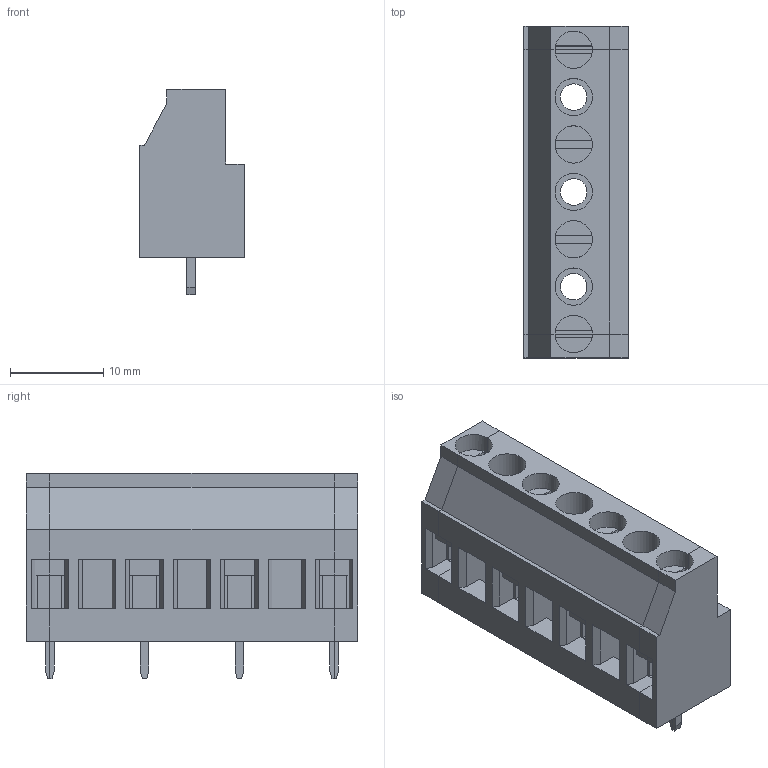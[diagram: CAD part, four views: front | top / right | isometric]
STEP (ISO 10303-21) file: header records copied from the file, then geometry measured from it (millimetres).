
FILE_DESCRIPTION( ( 'Unknown' ), '1' );
FILE_NAME( '691244610004.stp', 'Unknown', ( 'Unknown' ), ( 'Unknown' ), 'PSStep 18.0.17', 'Unknown', ' ' );
FILE_SCHEMA( ( 'AUTOMOTIVE_DESIGN { 1 0 10303 214 1 1 1 1 }' ) );
Length unit declared in the file: millimetre
Products named in the file (4): Assem1; MRT15P10.16_DX; MRT15P10.16_SX; 691244610004
Assembly tree (3 placements, depth 2):
  Assem1
    MRT15P10.16_DX
    MRT15P10.16_SX
    691244610004
Bounding box: 11.2 x 35.56 x 22 mm (x, y, z)
Volume: 4696.1 mm3; surface area: 4382 mm2
Topology: 3 solids, 3 shells, 212 faces, 591 edges, 394 vertices
Faces by surface type: plane 200, cylinder 12
Full cylindrical faces by diameter (mm): 2.85 x3, 4 x5
Entity records: 8425 total; most frequent: CARTESIAN_POINT 1189, ORIENTED_EDGE 1162, DIRECTION 1051, EDGE_CURVE 581, LINE 543, VECTOR 543, VERTEX_POINT 392, AXIS2_PLACEMENT_3D 254
